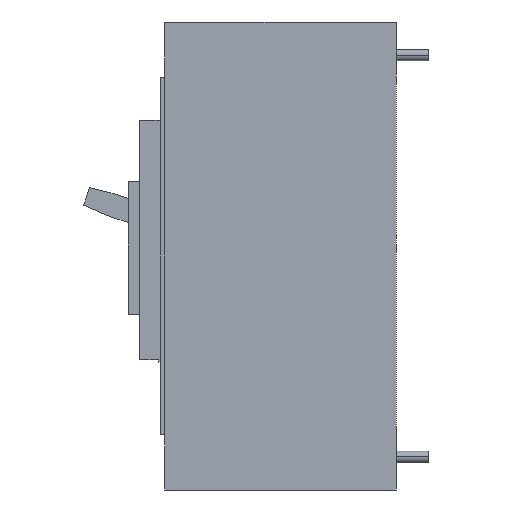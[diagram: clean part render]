
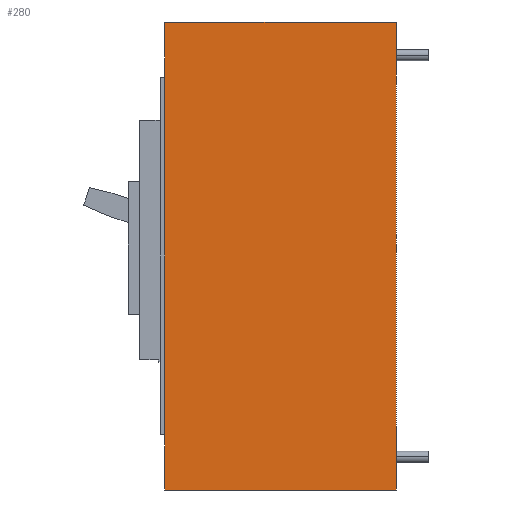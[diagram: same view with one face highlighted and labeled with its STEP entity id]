
A CAD part, left-side view. The second image highlights one B-rep face of the part: STEP entity #280.
In plain terms, the highlighted planar face has unit normal (-1, 0, 0).
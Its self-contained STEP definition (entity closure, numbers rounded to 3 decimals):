
#244=AXIS2_PLACEMENT_3D('Plane Axis2P3D',#241,#242,#243) ;
#241=CARTESIAN_POINT('Axis2P3D Location',(-69.75,0.,0.)) ;
#246=CARTESIAN_POINT('Line Origine',(-69.75,50.75,-102.5)) ;
#250=CARTESIAN_POINT('Vertex',(-69.75,0.,-102.5)) ;
#252=CARTESIAN_POINT('Vertex',(-69.75,101.5,-102.5)) ;
#255=CARTESIAN_POINT('Line Origine',(-69.75,0.,0.)) ;
#259=CARTESIAN_POINT('Vertex',(-69.75,0.,102.5)) ;
#262=CARTESIAN_POINT('Line Origine',(-69.75,50.75,102.5)) ;
#266=CARTESIAN_POINT('Vertex',(-69.75,101.5,102.5)) ;
#269=CARTESIAN_POINT('Line Origine',(-69.75,101.5,0.)) ;
#242=DIRECTION('Axis2P3D Direction',(1.,0.,0.)) ;
#243=DIRECTION('Axis2P3D XDirection',(0.,1.,0.)) ;
#247=DIRECTION('Vector Direction',(0.,1.,0.)) ;
#256=DIRECTION('Vector Direction',(0.,0.,1.)) ;
#263=DIRECTION('Vector Direction',(0.,1.,0.)) ;
#270=DIRECTION('Vector Direction',(0.,0.,-1.)) ;
#248=VECTOR('Line Direction',#247,1.) ;
#257=VECTOR('Line Direction',#256,1.) ;
#264=VECTOR('Line Direction',#263,1.) ;
#271=VECTOR('Line Direction',#270,1.) ;
#275=ORIENTED_EDGE('',*,*,#254,.F.) ;
#276=ORIENTED_EDGE('',*,*,#261,.F.) ;
#277=ORIENTED_EDGE('',*,*,#268,.F.) ;
#278=ORIENTED_EDGE('',*,*,#273,.F.) ;
#280=ADVANCED_FACE('Interruttore base',(#279),#245,.F.) ;
#254=EDGE_CURVE('',#251,#253,#249,.T.) ;
#261=EDGE_CURVE('',#260,#251,#258,.F.) ;
#268=EDGE_CURVE('',#267,#260,#265,.F.) ;
#273=EDGE_CURVE('',#253,#267,#272,.F.) ;
#274=EDGE_LOOP('',(#275,#276,#277,#278)) ;
#279=FACE_OUTER_BOUND('',#274,.T.) ;
#249=LINE('Line',#246,#248) ;
#258=LINE('Line',#255,#257) ;
#265=LINE('Line',#262,#264) ;
#272=LINE('Line',#269,#271) ;
#245=PLANE('',#244) ;
#251=VERTEX_POINT('',#250) ;
#253=VERTEX_POINT('',#252) ;
#260=VERTEX_POINT('',#259) ;
#267=VERTEX_POINT('',#266) ;
